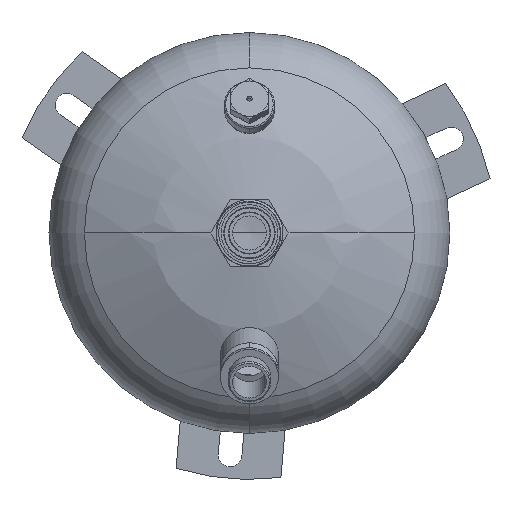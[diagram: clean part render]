
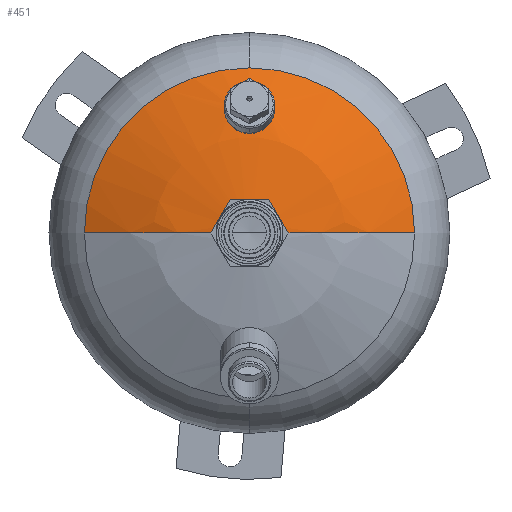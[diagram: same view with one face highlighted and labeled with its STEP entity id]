
A CAD part, front view. The second image highlights one B-rep face of the part: STEP entity #451.
In plain terms, the highlighted spherical face has radius 130 mm.
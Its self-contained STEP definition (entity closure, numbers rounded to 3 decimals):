
#212=CARTESIAN_POINT('',(0.,-220.,0.));
#213=DIRECTION('',(0.,0.,-1.));
#214=DIRECTION('',(-0.065,-0.998,0.));
#215=AXIS2_PLACEMENT_3D('',#212,#213,#214);
#254=CARTESIAN_POINT('',(0.,-220.,0.));
#255=DIRECTION('',(0.,0.,1.));
#256=DIRECTION('',(0.065,-0.998,0.));
#257=AXIS2_PLACEMENT_3D('',#254,#255,#256);
#259=CARTESIAN_POINT('',(0.,-349.722,0.));
#260=DIRECTION('',(0.,-1.,0.));
#261=DIRECTION('',(1.,0.,0.));
#262=AXIS2_PLACEMENT_3D('',#259,#260,#261);
#264=CARTESIAN_POINT('',(0.,-333.853,0.));
#265=DIRECTION('',(0.,-1.,0.));
#266=DIRECTION('',(0.,0.,1.));
#267=AXIS2_PLACEMENT_3D('',#264,#265,#266);
#269=CARTESIAN_POINT('',(0.,-333.853,0.));
#270=DIRECTION('',(0.,-1.,0.));
#271=DIRECTION('',(1.,0.,0.));
#272=AXIS2_PLACEMENT_3D('',#269,#270,#271);
#274=CARTESIAN_POINT('',(0.,-344.398,37.75));
#275=CARTESIAN_POINT('',(0.658,-344.397,37.754));
#276=CARTESIAN_POINT('',(1.911,-344.343,37.899));
#277=CARTESIAN_POINT('',(3.73,-344.1,38.556));
#278=CARTESIAN_POINT('',(5.368,-343.701,39.632));
#279=CARTESIAN_POINT('',(6.766,-343.145,41.124));
#280=CARTESIAN_POINT('',(7.823,-342.416,43.07));
#281=CARTESIAN_POINT('',(8.335,-341.562,45.335));
#282=CARTESIAN_POINT('',(8.188,-340.666,47.695));
#283=CARTESIAN_POINT('',(7.389,-339.819,49.907));
#284=CARTESIAN_POINT('',(6.038,-339.1,51.773));
#285=CARTESIAN_POINT('',(4.251,-338.551,53.191));
#286=CARTESIAN_POINT('',(2.168,-338.213,54.061));
#287=CARTESIAN_POINT('',(0.733,-338.139,54.251));
#288=CARTESIAN_POINT('',(0.005,-338.139,54.25));
#290=CARTESIAN_POINT('',(0.005,-338.139,54.25));
#291=CARTESIAN_POINT('',(-0.73,-338.139,
54.25));
#292=CARTESIAN_POINT('',(-2.172,-338.214,54.059));
#293=CARTESIAN_POINT('',(-4.232,-338.548,53.2));
#294=CARTESIAN_POINT('',(-6.012,-339.09,51.801));
#295=CARTESIAN_POINT('',(-7.374,-339.808,49.935));
#296=CARTESIAN_POINT('',(-8.178,-340.649,47.74));
#297=CARTESIAN_POINT('',(-8.339,-341.553,45.359));
#298=CARTESIAN_POINT('',(-7.823,-342.419,43.063));
#299=CARTESIAN_POINT('',(-6.754,-343.152,41.105));
#300=CARTESIAN_POINT('',(-5.351,-343.706,39.619));
#301=CARTESIAN_POINT('',(-3.722,-344.101,38.555));
#302=CARTESIAN_POINT('',(-1.915,-344.343,37.899));
#303=CARTESIAN_POINT('',(-0.66,-344.397,
37.755));
#304=CARTESIAN_POINT('',(0.,-344.398,37.75));
#308=CARTESIAN_POINT('',(8.5,-349.722,
0.));
#309=CARTESIAN_POINT('',(-8.5,-349.722,
0.));
#310=VERTEX_POINT('',#308);
#311=VERTEX_POINT('',#309);
#314=VERTEX_POINT('',#288);
#315=VERTEX_POINT('',#274);
#321=CARTESIAN_POINT('',(62.75,-333.853,
0.));
#323=VERTEX_POINT('',#321);
#328=CARTESIAN_POINT('',(-62.75,-333.853,
0.));
#329=VERTEX_POINT('',#328);
#330=CARTESIAN_POINT('',(0.,-333.853,62.75));
#331=VERTEX_POINT('',#330);
#432=CARTESIAN_POINT('',(0.,-220.,0.));
#433=DIRECTION('',(0.,-1.,0.));
#434=DIRECTION('',(1.,0.,0.));
#435=AXIS2_PLACEMENT_3D('',#432,#433,#434);
#436=SPHERICAL_SURFACE('',#435,130.);
#437=ORIENTED_EDGE('',*,*,#421,.F.);
#439=ORIENTED_EDGE('',*,*,#438,.T.);
#440=ORIENTED_EDGE('',*,*,#417,.T.);
#441=ORIENTED_EDGE('',*,*,#339,.F.);
#442=ORIENTED_EDGE('',*,*,#360,.F.);
#443=EDGE_LOOP('',(#437,#439,#440,#441,#442));
#444=FACE_OUTER_BOUND('',#443,.F.);
#446=ORIENTED_EDGE('',*,*,#445,.T.);
#448=ORIENTED_EDGE('',*,*,#447,.T.);
#449=EDGE_LOOP('',(#446,#448));
#450=FACE_BOUND('',#449,.F.);
#451=ADVANCED_FACE('',(#444,#450),#436,.T.);
#216=CIRCLE('',#215,130.);
#258=CIRCLE('',#257,130.);
#263=CIRCLE('',#262,8.5);
#268=CIRCLE('',#267,62.75);
#273=CIRCLE('',#272,62.75);
#289=B_SPLINE_CURVE_WITH_KNOTS('',3,(#274,#275,#276,#277,#278,#279,#280,#281,
#282,#283,#284,#285,#286,#287,#288),.UNSPECIFIED.,.F.,.F.,(4,1,1,1,1,1,1,1,1,1,
1,1,4),(0.,0.083,0.167,0.25,0.333,
0.417,0.5,0.583,0.667,0.75,
0.833,0.917,1.),.UNSPECIFIED.);
#305=B_SPLINE_CURVE_WITH_KNOTS('',3,(#290,#291,#292,#293,#294,#295,#296,#297,
#298,#299,#300,#301,#302,#303,#304),.UNSPECIFIED.,.F.,.F.,(4,1,1,1,1,1,1,1,1,1,
1,1,4),(0.,0.083,0.167,0.25,0.333,
0.417,0.5,0.583,0.667,0.75,
0.833,0.917,1.),.UNSPECIFIED.);
#339=EDGE_CURVE('',#331,#329,#268,.T.);
#360=EDGE_CURVE('',#323,#331,#273,.T.);
#417=EDGE_CURVE('',#311,#329,#216,.T.);
#421=EDGE_CURVE('',#310,#323,#258,.T.);
#438=EDGE_CURVE('',#310,#311,#263,.T.);
#445=EDGE_CURVE('',#315,#314,#289,.T.);
#447=EDGE_CURVE('',#314,#315,#305,.T.);
